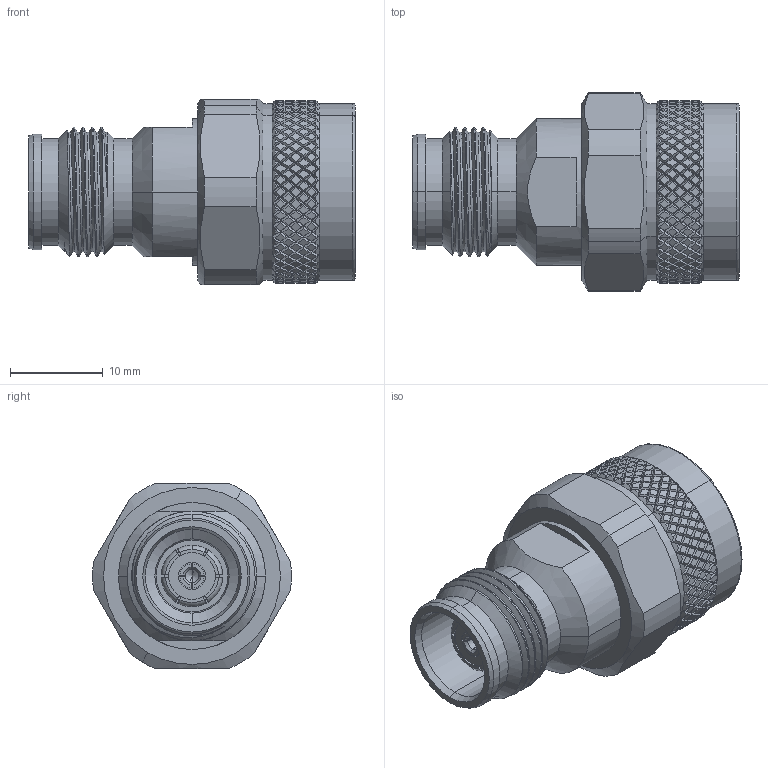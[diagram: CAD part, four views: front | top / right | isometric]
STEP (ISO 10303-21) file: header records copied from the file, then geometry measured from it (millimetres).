
FILE_DESCRIPTION (( 'STEP AP214' ), '1' );
FILE_NAME ('FMAD1273.step', '2021-07-16T15:11:22', ( '' ), ( '' ), 'SwSTEP 2.0', 'SolidWorks 2020', '' );
FILE_SCHEMA (( 'AUTOMOTIVE_DESIGN' ));
Length unit declared in the file: inch
Products named in the file (1): FMAD1273
Bounding box: 35.26 x 21.47 x 20 mm (x, y, z)
Volume: 6030.8 mm3; surface area: 4138.4 mm2
Topology: 1 solids, 1 shells, 1683 faces, 3758 edges, 2086 vertices
Faces by surface type: bspline 1158, cylinder 410, plane 62, cone 44, torus 9
Entity records: 61597 total; most frequent: CARTESIAN_POINT 37663, ORIENTED_EDGE 7512, EDGE_CURVE 3756, VERTEX_POINT 2086, DIRECTION 1906, EDGE_LOOP 1694, FACE_OUTER_BOUND 1683, ADVANCED_FACE 1683
